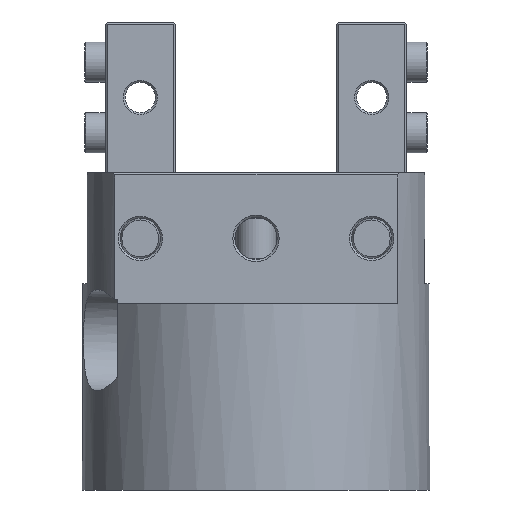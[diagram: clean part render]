
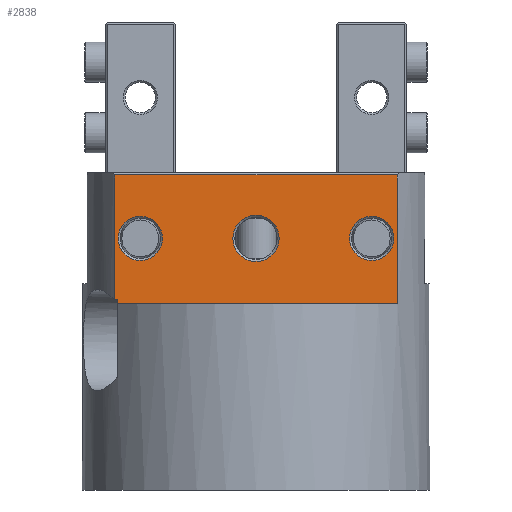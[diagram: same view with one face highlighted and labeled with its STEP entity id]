
A CAD part, left-side view. The second image highlights one B-rep face of the part: STEP entity #2838.
In plain terms, the highlighted planar face has unit normal (-1, 0, 0).
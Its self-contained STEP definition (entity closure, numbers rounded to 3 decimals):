
#150=FACE_BOUND('',#503,.T.);
#151=FACE_BOUND('',#504,.T.);
#152=FACE_BOUND('',#505,.T.);
#213=PLANE('',#3226);
#337=FACE_OUTER_BOUND('',#502,.T.);
#502=EDGE_LOOP('',(#2131,#2132,#2133,#2134,#2135,#2136));
#503=EDGE_LOOP('',(#2137));
#504=EDGE_LOOP('',(#2138));
#505=EDGE_LOOP('',(#2139));
#696=LINE('',#4648,#874);
#698=LINE('',#4681,#876);
#717=LINE('',#4864,#895);
#718=LINE('',#4867,#896);
#719=LINE('',#4869,#897);
#720=LINE('',#4870,#898);
#874=VECTOR('',#3674,10.);
#876=VECTOR('',#3678,10.);
#895=VECTOR('',#3763,10.);
#896=VECTOR('',#3766,10.);
#897=VECTOR('',#3767,10.);
#898=VECTOR('',#3768,10.);
#1068=CIRCLE('',#3227,2.2);
#1069=CIRCLE('',#3228,2.2);
#1070=CIRCLE('',#3229,2.3);
#1272=VERTEX_POINT('',#4645);
#1273=VERTEX_POINT('',#4647);
#1276=VERTEX_POINT('',#4653);
#1277=VERTEX_POINT('',#4680);
#1313=VERTEX_POINT('',#4866);
#1314=VERTEX_POINT('',#4868);
#1315=VERTEX_POINT('',#4871);
#1316=VERTEX_POINT('',#4873);
#1317=VERTEX_POINT('',#4875);
#1578=EDGE_CURVE('',#1272,#1273,#696,.T.);
#1582=EDGE_CURVE('',#1276,#1277,#698,.T.);
#1631=EDGE_CURVE('',#1277,#1272,#717,.T.);
#1632=EDGE_CURVE('',#1276,#1313,#718,.T.);
#1633=EDGE_CURVE('',#1313,#1314,#719,.T.);
#1634=EDGE_CURVE('',#1273,#1314,#720,.T.);
#1635=EDGE_CURVE('',#1315,#1315,#1068,.T.);
#1636=EDGE_CURVE('',#1316,#1316,#1069,.T.);
#1637=EDGE_CURVE('',#1317,#1317,#1070,.T.);
#2131=ORIENTED_EDGE('',*,*,#1631,.F.);
#2132=ORIENTED_EDGE('',*,*,#1582,.F.);
#2133=ORIENTED_EDGE('',*,*,#1632,.T.);
#2134=ORIENTED_EDGE('',*,*,#1633,.T.);
#2135=ORIENTED_EDGE('',*,*,#1634,.F.);
#2136=ORIENTED_EDGE('',*,*,#1578,.F.);
#2137=ORIENTED_EDGE('',*,*,#1635,.F.);
#2138=ORIENTED_EDGE('',*,*,#1636,.F.);
#2139=ORIENTED_EDGE('',*,*,#1637,.F.);
#2838=ADVANCED_FACE('',(#337,#150,#151,#152),#213,.F.);
#3226=AXIS2_PLACEMENT_3D('',#4865,#3764,#3765);
#3227=AXIS2_PLACEMENT_3D('',#4872,#3769,#3770);
#3228=AXIS2_PLACEMENT_3D('',#4874,#3771,#3772);
#3229=AXIS2_PLACEMENT_3D('',#4876,#3773,#3774);
#3674=DIRECTION('',(0.,0.,-1.));
#3678=DIRECTION('',(0.,0.,1.));
#3763=DIRECTION('',(0.,-1.,0.));
#3764=DIRECTION('center_axis',(1.,0.,0.));
#3765=DIRECTION('ref_axis',(0.,0.,-1.));
#3766=DIRECTION('',(0.,-1.,0.));
#3767=DIRECTION('',(0.,0.,-1.));
#3768=DIRECTION('',(0.,1.,0.));
#3769=DIRECTION('center_axis',(-1.,0.,0.));
#3770=DIRECTION('ref_axis',(0.,1.,0.));
#3771=DIRECTION('center_axis',(-1.,0.,0.));
#3772=DIRECTION('ref_axis',(0.,1.,0.));
#3773=DIRECTION('center_axis',(-1.,0.,0.));
#3774=DIRECTION('ref_axis',(0.,0.,-1.));
#4645=CARTESIAN_POINT('',(-10.,-14.056,31.3));
#4647=CARTESIAN_POINT('',(-10.,-14.056,18.5));
#4648=CARTESIAN_POINT('',(-10.,-14.056,0.));
#4653=CARTESIAN_POINT('',(-10.,14.056,18.9));
#4680=CARTESIAN_POINT('',(-10.,14.056,31.3));
#4681=CARTESIAN_POINT('',(-10.,14.056,0.));
#4864=CARTESIAN_POINT('',(-10.,0.,31.3));
#4865=CARTESIAN_POINT('Origin',(-10.,0.,33.277));
#4866=CARTESIAN_POINT('',(-10.,13.75,18.9));
#4867=CARTESIAN_POINT('',(-10.,15.5,18.9));
#4868=CARTESIAN_POINT('',(-10.,13.75,18.5));
#4869=CARTESIAN_POINT('',(-10.,13.75,24.088));
#4870=CARTESIAN_POINT('',(-10.,0.,18.5));
#4871=CARTESIAN_POINT('',(-10.,9.3,25.));
#4872=CARTESIAN_POINT('Origin',(-10.,11.5,25.));
#4873=CARTESIAN_POINT('',(-10.,-13.7,25.));
#4874=CARTESIAN_POINT('Origin',(-10.,-11.5,25.));
#4875=CARTESIAN_POINT('',(-10.,0.,27.3));
#4876=CARTESIAN_POINT('Origin',(-10.,0.,25.));
